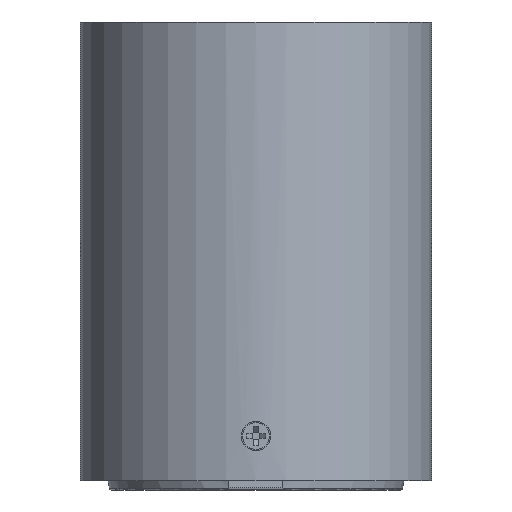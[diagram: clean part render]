
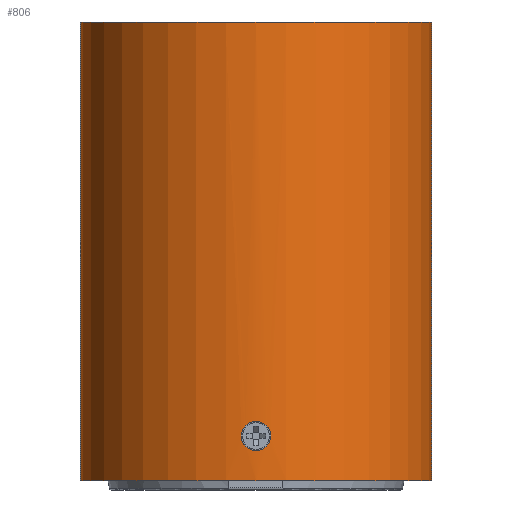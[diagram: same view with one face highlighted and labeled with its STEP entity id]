
A CAD part, front view. The second image highlights one B-rep face of the part: STEP entity #806.
In plain terms, the highlighted cylindrical face has radius 39 mm (diameter 78 mm), a partial arc.
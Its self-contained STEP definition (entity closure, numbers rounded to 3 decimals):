
#72=CARTESIAN_POINT('',(0.,0.,0.));
#73=DIRECTION('',(0.,0.,1.));
#74=DIRECTION('',(-1.,0.,0.));
#75=AXIS2_PLACEMENT_3D('',#72,#73,#74);
#96=DIRECTION('',(0.,0.,1.));
#97=VECTOR('',#96,102.);
#98=CARTESIAN_POINT('',(39.,0.,0.));
#99=LINE('',#98,#97);
#141=DIRECTION('',(0.,0.,1.));
#142=VECTOR('',#141,102.);
#143=CARTESIAN_POINT('',(-39.,0.,0.));
#144=LINE('',#143,#142);
#148=CARTESIAN_POINT('',(3.25,-38.864,10.));
#149=CARTESIAN_POINT('',(3.25,-38.864,9.713));
#150=CARTESIAN_POINT('',(3.177,-38.871,9.158));
#151=CARTESIAN_POINT('',(2.849,-38.897,8.358));
#152=CARTESIAN_POINT('',(2.326,-38.932,7.677));
#153=CARTESIAN_POINT('',(1.645,-38.968,7.153));
#154=CARTESIAN_POINT('',(0.851,-38.994,6.825));
#155=CARTESIAN_POINT('',(-0.001,-39.003,
6.713));
#156=CARTESIAN_POINT('',(-0.852,-38.994,
6.825));
#157=CARTESIAN_POINT('',(-1.646,-38.968,7.154));
#158=CARTESIAN_POINT('',(-2.327,-38.932,7.678));
#159=CARTESIAN_POINT('',(-2.849,-38.897,8.359));
#160=CARTESIAN_POINT('',(-3.177,-38.871,9.158));
#161=CARTESIAN_POINT('',(-3.25,-38.864,9.713));
#162=CARTESIAN_POINT('',(-3.25,-38.864,10.));
#167=CARTESIAN_POINT('',(-3.25,-38.864,10.));
#168=CARTESIAN_POINT('',(-3.25,-38.864,10.287));
#169=CARTESIAN_POINT('',(-3.177,-38.871,10.842));
#170=CARTESIAN_POINT('',(-2.849,-38.897,11.642));
#171=CARTESIAN_POINT('',(-2.326,-38.932,12.323));
#172=CARTESIAN_POINT('',(-1.645,-38.968,12.847));
#173=CARTESIAN_POINT('',(-0.851,-38.994,
13.175));
#174=CARTESIAN_POINT('',(0.001,-39.003,13.287));
#175=CARTESIAN_POINT('',(0.852,-38.994,13.175));
#176=CARTESIAN_POINT('',(1.646,-38.968,12.846));
#177=CARTESIAN_POINT('',(2.327,-38.932,12.322));
#178=CARTESIAN_POINT('',(2.849,-38.897,11.641));
#179=CARTESIAN_POINT('',(3.177,-38.871,10.842));
#180=CARTESIAN_POINT('',(3.25,-38.864,10.287));
#181=CARTESIAN_POINT('',(3.25,-38.864,10.));
#194=CARTESIAN_POINT('',(0.,0.,102.));
#195=DIRECTION('',(0.,0.,1.));
#196=DIRECTION('',(-1.,0.,0.));
#197=AXIS2_PLACEMENT_3D('',#194,#195,#196);
#648=CARTESIAN_POINT('',(39.,0.,0.));
#649=CARTESIAN_POINT('',(-39.,0.,0.));
#650=VERTEX_POINT('',#648);
#651=VERTEX_POINT('',#649);
#656=CARTESIAN_POINT('',(39.,0.,102.));
#657=CARTESIAN_POINT('',(-39.,0.,102.));
#658=VERTEX_POINT('',#656);
#659=VERTEX_POINT('',#657);
#702=CARTESIAN_POINT('',(3.25,-38.864,10.));
#703=VERTEX_POINT('',#702);
#704=CARTESIAN_POINT('',(-3.25,-38.864,10.));
#705=VERTEX_POINT('',#704);
#788=CARTESIAN_POINT('',(0.,0.,0.));
#789=DIRECTION('',(0.,0.,1.));
#790=DIRECTION('',(1.,0.,0.));
#791=AXIS2_PLACEMENT_3D('',#788,#789,#790);
#792=CYLINDRICAL_SURFACE('',#791,39.);
#793=ORIENTED_EDGE('',*,*,#749,.F.);
#794=ORIENTED_EDGE('',*,*,#770,.T.);
#796=ORIENTED_EDGE('',*,*,#795,.T.);
#797=ORIENTED_EDGE('',*,*,#766,.F.);
#798=EDGE_LOOP('',(#793,#794,#796,#797));
#799=FACE_OUTER_BOUND('',#798,.F.);
#801=ORIENTED_EDGE('',*,*,#800,.F.);
#803=ORIENTED_EDGE('',*,*,#802,.F.);
#804=EDGE_LOOP('',(#801,#803));
#805=FACE_BOUND('',#804,.F.);
#806=ADVANCED_FACE('',(#799,#805),#792,.T.);
#76=CIRCLE('',#75,39.);
#163=B_SPLINE_CURVE_WITH_KNOTS('',3,(#148,#149,#150,#151,#152,#153,#154,#155,
#156,#157,#158,#159,#160,#161,#162),.UNSPECIFIED.,.F.,.F.,(4,1,1,1,1,1,1,1,1,1,
1,1,4),(0.,0.083,0.167,0.25,0.333,
0.417,0.5,0.583,0.667,0.75,
0.833,0.917,1.),.UNSPECIFIED.);
#182=B_SPLINE_CURVE_WITH_KNOTS('',3,(#167,#168,#169,#170,#171,#172,#173,#174,
#175,#176,#177,#178,#179,#180,#181),.UNSPECIFIED.,.F.,.F.,(4,1,1,1,1,1,1,1,1,1,
1,1,4),(0.,0.083,0.167,0.25,0.333,
0.417,0.5,0.583,0.667,0.75,
0.833,0.917,1.),.UNSPECIFIED.);
#198=CIRCLE('',#197,39.);
#749=EDGE_CURVE('',#651,#650,#76,.T.);
#766=EDGE_CURVE('',#650,#658,#99,.T.);
#770=EDGE_CURVE('',#651,#659,#144,.T.);
#795=EDGE_CURVE('',#659,#658,#198,.T.);
#800=EDGE_CURVE('',#703,#705,#163,.T.);
#802=EDGE_CURVE('',#705,#703,#182,.T.);
